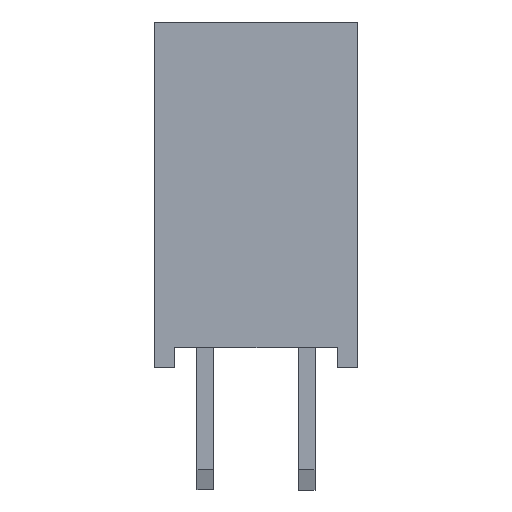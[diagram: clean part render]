
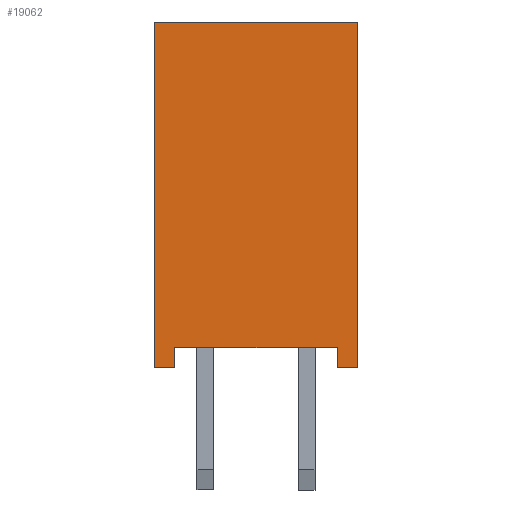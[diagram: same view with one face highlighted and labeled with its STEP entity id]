
A CAD part, left-side view. The second image highlights one B-rep face of the part: STEP entity #19062.
In plain terms, the highlighted planar face has unit normal (-1, 0, 0).
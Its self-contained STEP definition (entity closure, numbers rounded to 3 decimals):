
#608=FACE_OUTER_BOUND('',#1734,.T.);
#1734=EDGE_LOOP('',(#13527,#13528,#13529,#13530,#13531,#13532,#13533,#13534));
#2824=LINE('',#26009,#5512);
#2971=LINE('',#26302,#5659);
#2973=LINE('',#26306,#5661);
#3119=LINE('',#26598,#5807);
#3265=LINE('',#26890,#5953);
#3519=LINE('',#27362,#6207);
#3629=LINE('',#27546,#6317);
#3630=LINE('',#27548,#6318);
#5512=VECTOR('',#21198,5.);
#5659=VECTOR('',#21347,8.5);
#5661=VECTOR('',#21351,0.5);
#5807=VECTOR('',#21499,0.5);
#5953=VECTOR('',#21647,4.);
#6207=VECTOR('',#21903,0.5);
#6317=VECTOR('',#22015,0.5);
#6318=VECTOR('',#22018,8.5);
#8199=VERTEX_POINT('',#26006);
#8200=VERTEX_POINT('',#26008);
#8345=VERTEX_POINT('',#26300);
#8346=VERTEX_POINT('',#26304);
#8491=VERTEX_POINT('',#26596);
#8636=VERTEX_POINT('',#26888);
#8853=VERTEX_POINT('',#27360);
#8926=VERTEX_POINT('',#27544);
#9944=EDGE_CURVE('',#8199,#8200,#2824,.T.);
#10091=EDGE_CURVE('',#8345,#8199,#2971,.T.);
#10093=EDGE_CURVE('',#8346,#8345,#2973,.T.);
#10239=EDGE_CURVE('',#8346,#8491,#3119,.T.);
#10385=EDGE_CURVE('',#8636,#8491,#3265,.T.);
#10639=EDGE_CURVE('',#8853,#8636,#3519,.T.);
#10749=EDGE_CURVE('',#8926,#8853,#3629,.T.);
#10750=EDGE_CURVE('',#8200,#8926,#3630,.T.);
#13527=ORIENTED_EDGE('',*,*,#10639,.F.);
#13528=ORIENTED_EDGE('',*,*,#10749,.F.);
#13529=ORIENTED_EDGE('',*,*,#10750,.F.);
#13530=ORIENTED_EDGE('',*,*,#9944,.F.);
#13531=ORIENTED_EDGE('',*,*,#10091,.F.);
#13532=ORIENTED_EDGE('',*,*,#10093,.F.);
#13533=ORIENTED_EDGE('',*,*,#10239,.T.);
#13534=ORIENTED_EDGE('',*,*,#10385,.F.);
#18008=PLANE('',#20132);
#19062=ADVANCED_FACE('',(#608),#18008,.F.);
#20132=AXIS2_PLACEMENT_3D('',#27549,#22019,#22020);
#21198=DIRECTION('',(0.,0.,1.));
#21347=DIRECTION('',(0.,1.,0.));
#21351=DIRECTION('',(0.,0.,-1.));
#21499=DIRECTION('',(0.,1.,0.));
#21647=DIRECTION('',(0.,0.,-1.));
#21903=DIRECTION('',(0.,1.,0.));
#22015=DIRECTION('',(0.,0.,-1.));
#22018=DIRECTION('',(0.,-1.,0.));
#22019=DIRECTION('center_axis',(1.,0.,0.));
#22020=DIRECTION('ref_axis',(0.,0.,-1.));
#26006=CARTESIAN_POINT('',(-38.35,8.5,-2.5));
#26008=CARTESIAN_POINT('',(-38.35,8.5,2.5));
#26009=CARTESIAN_POINT('',(-38.35,8.5,-2.5));
#26300=CARTESIAN_POINT('',(-38.35,0.,-2.5));
#26302=CARTESIAN_POINT('',(-38.35,0.,-2.5));
#26304=CARTESIAN_POINT('',(-38.35,0.,-2.));
#26306=CARTESIAN_POINT('',(-38.35,0.,-2.));
#26596=CARTESIAN_POINT('',(-38.35,0.5,-2.));
#26598=CARTESIAN_POINT('',(-38.35,0.,-2.));
#26888=CARTESIAN_POINT('',(-38.35,0.5,2.));
#26890=CARTESIAN_POINT('',(-38.35,0.5,2.));
#27360=CARTESIAN_POINT('',(-38.35,0.,2.));
#27362=CARTESIAN_POINT('',(-38.35,0.,2.));
#27544=CARTESIAN_POINT('',(-38.35,0.,2.5));
#27546=CARTESIAN_POINT('',(-38.35,0.,2.5));
#27548=CARTESIAN_POINT('',(-38.35,8.5,2.5));
#27549=CARTESIAN_POINT('Origin',(-38.35,0.,0.));
